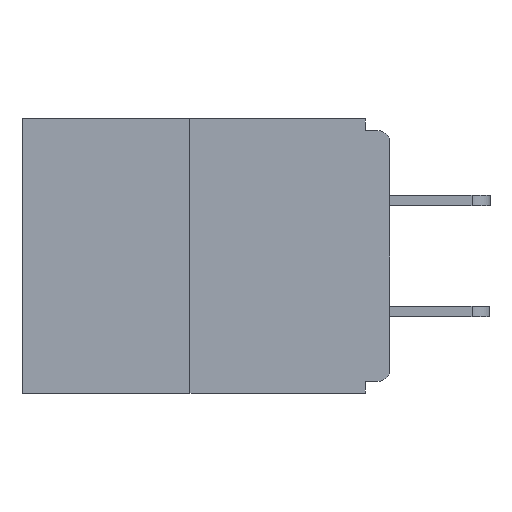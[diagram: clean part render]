
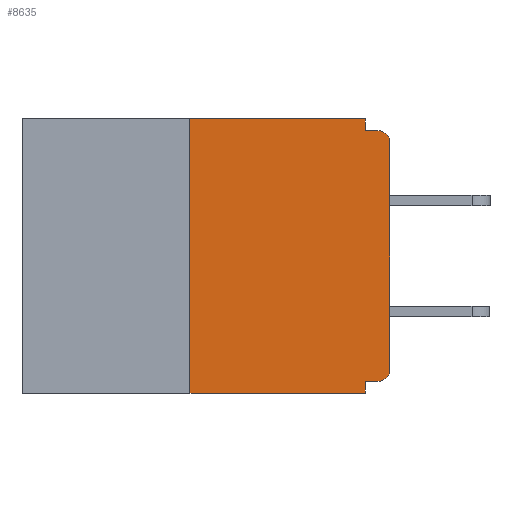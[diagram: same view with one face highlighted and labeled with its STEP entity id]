
A CAD part, left-side view. The second image highlights one B-rep face of the part: STEP entity #8635.
In plain terms, the highlighted planar face has unit normal (-1, 0, 0).
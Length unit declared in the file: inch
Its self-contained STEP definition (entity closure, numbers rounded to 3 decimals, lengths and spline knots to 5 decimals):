
#358 = DIRECTION ( 'NONE',  ( 0., 0., -1. ) ) ;
#567 = VERTEX_POINT ( 'NONE', #2288 ) ;
#632 = AXIS2_PLACEMENT_3D ( 'NONE', #14362, #5663, #826 ) ;
#826 = DIRECTION ( 'NONE',  ( 0., 0., -1. ) ) ;
#923 = ORIENTED_EDGE ( 'NONE', *, *, #3207, .T. ) ;
#969 = ORIENTED_EDGE ( 'NONE', *, *, #14212, .F. ) ;
#1047 = VERTEX_POINT ( 'NONE', #4129 ) ;
#1321 = VECTOR ( 'NONE', #7691, 39.37008 ) ;
#1405 = VERTEX_POINT ( 'NONE', #11186 ) ;
#1420 = ORIENTED_EDGE ( 'NONE', *, *, #13669, .T. ) ;
#1466 = ORIENTED_EDGE ( 'NONE', *, *, #3000, .T. ) ;
#1505 = VECTOR ( 'NONE', #15115, 39.37008 ) ;
#1801 = CARTESIAN_POINT ( 'NONE',  ( 0., 0.46, -0.343 ) ) ;
#1915 = ORIENTED_EDGE ( 'NONE', *, *, #7193, .T. ) ;
#2016 = VERTEX_POINT ( 'NONE', #11041 ) ;
#2136 = CARTESIAN_POINT ( 'NONE',  ( 0., 0.031, -0.343 ) ) ;
#2190 = LINE ( 'NONE', #2535, #7147 ) ;
#2288 = CARTESIAN_POINT ( 'NONE',  ( 0., 0., -0.313 ) ) ;
#2386 = CARTESIAN_POINT ( 'NONE',  ( 0., 0.25, 0. ) ) ;
#2403 = EDGE_CURVE ( 'NONE', #7916, #8068, #2723, .T. ) ;
#2535 = CARTESIAN_POINT ( 'NONE',  ( 0., 0.031, 0. ) ) ;
#2723 = LINE ( 'NONE', #4870, #15367 ) ;
#2835 = ORIENTED_EDGE ( 'NONE', *, *, #11174, .F. ) ;
#3000 = EDGE_CURVE ( 'NONE', #10252, #567, #14414, .T. ) ;
#3207 = EDGE_CURVE ( 'NONE', #7916, #2016, #4570, .T. ) ;
#3219 = LINE ( 'NONE', #5271, #1321 ) ;
#3464 = DIRECTION ( 'NONE',  ( 1., 0., 0. ) ) ;
#3607 = DIRECTION ( 'NONE',  ( 0., 0., -1. ) ) ;
#4129 = CARTESIAN_POINT ( 'NONE',  ( 0., 0.031, -0.328 ) ) ;
#4570 = LINE ( 'NONE', #1801, #9227 ) ;
#4603 = VERTEX_POINT ( 'NONE', #10151 ) ;
#4762 = LINE ( 'NONE', #14912, #13790 ) ;
#4870 = CARTESIAN_POINT ( 'NONE',  ( 0., 0.25, 0. ) ) ;
#5218 = VECTOR ( 'NONE', #5744, 39.37008 ) ;
#5271 = CARTESIAN_POINT ( 'NONE',  ( 0., 0.46, 0. ) ) ;
#5663 = DIRECTION ( 'NONE',  ( -1., 0., 0. ) ) ;
#5743 = CIRCLE ( 'NONE', #632, 0.015 ) ;
#5744 = DIRECTION ( 'NONE',  ( 0., 0., 1. ) ) ;
#5776 = FACE_OUTER_BOUND ( 'NONE', #10321, .T. ) ;
#5855 = CARTESIAN_POINT ( 'NONE',  ( 0., 0., 0. ) ) ;
#6019 = CARTESIAN_POINT ( 'NONE',  ( 0., 0.015, -0.313 ) ) ;
#6677 = EDGE_CURVE ( 'NONE', #1047, #2016, #11600, .T. ) ;
#6761 = LINE ( 'NONE', #5855, #5218 ) ;
#7147 = VECTOR ( 'NONE', #358, 39.37008 ) ;
#7193 = EDGE_CURVE ( 'NONE', #567, #13612, #6761, .T. ) ;
#7199 = DIRECTION ( 'NONE',  ( 0., 0., -1. ) ) ;
#7413 = EDGE_CURVE ( 'NONE', #9475, #1405, #2190, .T. ) ;
#7691 = DIRECTION ( 'NONE',  ( 0., -1., 0. ) ) ;
#7888 = CARTESIAN_POINT ( 'NONE',  ( 0., 0.25, -0.343 ) ) ;
#7916 = VERTEX_POINT ( 'NONE', #7888 ) ;
#8012 = LINE ( 'NONE', #12685, #1505 ) ;
#8068 = VERTEX_POINT ( 'NONE', #2386 ) ;
#8314 = ORIENTED_EDGE ( 'NONE', *, *, #2403, .F. ) ;
#8350 = VECTOR ( 'NONE', #12035, 39.37008 ) ;
#8635 = ADVANCED_FACE ( 'NONE', ( #5776 ), #10738, .F. ) ;
#9227 = VECTOR ( 'NONE', #9351, 39.37008 ) ;
#9351 = DIRECTION ( 'NONE',  ( 0., -1., 0. ) ) ;
#9475 = VERTEX_POINT ( 'NONE', #11496 ) ;
#9860 = CARTESIAN_POINT ( 'NONE',  ( 0., 0.015, -0.328 ) ) ;
#10086 = DIRECTION ( 'NONE',  ( 0., -1., 0. ) ) ;
#10151 = CARTESIAN_POINT ( 'NONE',  ( 0., 0.015, -0.015 ) ) ;
#10252 = VERTEX_POINT ( 'NONE', #9860 ) ;
#10321 = EDGE_LOOP ( 'NONE', ( #13971, #8314, #923, #10997, #2835, #1466, #1915, #1420, #969, #14126 ) ) ;
#10738 = PLANE ( 'NONE',  #15724 ) ;
#10997 = ORIENTED_EDGE ( 'NONE', *, *, #6677, .F. ) ;
#11041 = CARTESIAN_POINT ( 'NONE',  ( 0., 0.031, -0.343 ) ) ;
#11174 = EDGE_CURVE ( 'NONE', #10252, #1047, #8012, .T. ) ;
#11186 = CARTESIAN_POINT ( 'NONE',  ( 0., 0.031, -0.015 ) ) ;
#11496 = CARTESIAN_POINT ( 'NONE',  ( 0., 0.031, 0. ) ) ;
#11574 = CARTESIAN_POINT ( 'NONE',  ( 0., 0., -0.03 ) ) ;
#11600 = LINE ( 'NONE', #2136, #8350 ) ;
#11683 = AXIS2_PLACEMENT_3D ( 'NONE', #6019, #12041, #3607 ) ;
#11943 = CARTESIAN_POINT ( 'NONE',  ( 0., 0.46, 0. ) ) ;
#12035 = DIRECTION ( 'NONE',  ( 0., 0., -1. ) ) ;
#12041 = DIRECTION ( 'NONE',  ( -1., 0., 0. ) ) ;
#12685 = CARTESIAN_POINT ( 'NONE',  ( 0., 0., -0.328 ) ) ;
#13612 = VERTEX_POINT ( 'NONE', #11574 ) ;
#13669 = EDGE_CURVE ( 'NONE', #13612, #4603, #5743, .T. ) ;
#13790 = VECTOR ( 'NONE', #10086, 39.37008 ) ;
#13971 = ORIENTED_EDGE ( 'NONE', *, *, #15172, .F. ) ;
#14126 = ORIENTED_EDGE ( 'NONE', *, *, #7413, .F. ) ;
#14212 = EDGE_CURVE ( 'NONE', #1405, #4603, #4762, .T. ) ;
#14362 = CARTESIAN_POINT ( 'NONE',  ( 0., 0.015, -0.03 ) ) ;
#14414 = CIRCLE ( 'NONE', #11683, 0.015 ) ;
#14697 = DIRECTION ( 'NONE',  ( 0., 0., 1. ) ) ;
#14912 = CARTESIAN_POINT ( 'NONE',  ( 0., 0., -0.015 ) ) ;
#15115 = DIRECTION ( 'NONE',  ( 0., 1., 0. ) ) ;
#15172 = EDGE_CURVE ( 'NONE', #8068, #9475, #3219, .T. ) ;
#15367 = VECTOR ( 'NONE', #14697, 39.37008 ) ;
#15724 = AXIS2_PLACEMENT_3D ( 'NONE', #11943, #3464, #7199 ) ;
